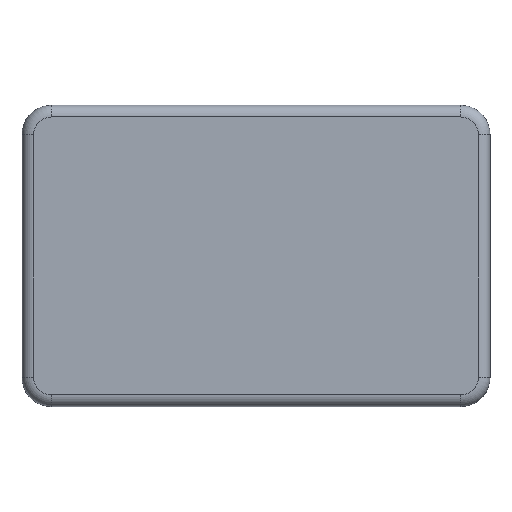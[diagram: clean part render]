
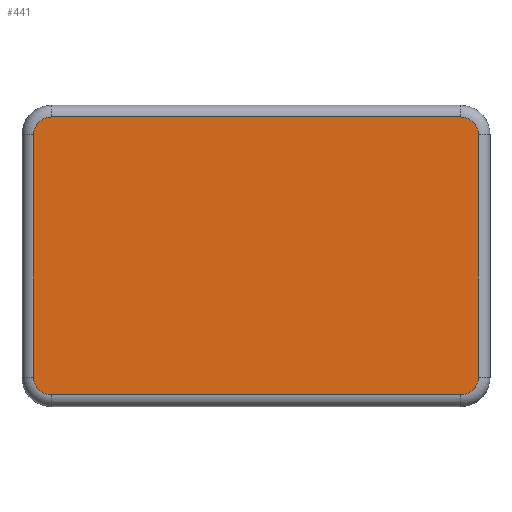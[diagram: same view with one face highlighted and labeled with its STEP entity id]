
A CAD part, top view. The second image highlights one B-rep face of the part: STEP entity #441.
In plain terms, the highlighted planar face has unit normal (0, 0, 1).
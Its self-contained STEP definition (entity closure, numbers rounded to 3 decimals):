
#19=PLANE('',#497);
#27=LINE('',#688,#63);
#43=LINE('',#739,#79);
#44=LINE('',#743,#80);
#45=LINE('',#747,#81);
#63=VECTOR('',#542,10.);
#79=VECTOR('',#594,10.);
#80=VECTOR('',#599,10.);
#81=VECTOR('',#602,10.);
#122=FACE_OUTER_BOUND('',#149,.T.);
#149=EDGE_LOOP('',(#342,#343,#344,#345,#346,#347,#348,#349));
#167=CIRCLE('',#473,0.6);
#172=CIRCLE('',#480,0.6);
#181=CIRCLE('',#498,0.6);
#182=CIRCLE('',#499,0.6);
#195=VERTEX_POINT('',#677);
#196=VERTEX_POINT('',#679);
#199=VERTEX_POINT('',#686);
#201=VERTEX_POINT('',#692);
#216=VERTEX_POINT('',#738);
#217=VERTEX_POINT('',#742);
#218=VERTEX_POINT('',#744);
#219=VERTEX_POINT('',#746);
#235=EDGE_CURVE('',#195,#196,#167,.T.);
#239=EDGE_CURVE('',#199,#195,#27,.T.);
#242=EDGE_CURVE('',#201,#199,#172,.T.);
#264=EDGE_CURVE('',#196,#216,#43,.T.);
#266=EDGE_CURVE('',#217,#201,#44,.T.);
#267=EDGE_CURVE('',#218,#217,#181,.T.);
#268=EDGE_CURVE('',#219,#218,#45,.T.);
#269=EDGE_CURVE('',#216,#219,#182,.T.);
#342=ORIENTED_EDGE('',*,*,#266,.F.);
#343=ORIENTED_EDGE('',*,*,#267,.F.);
#344=ORIENTED_EDGE('',*,*,#268,.F.);
#345=ORIENTED_EDGE('',*,*,#269,.F.);
#346=ORIENTED_EDGE('',*,*,#264,.F.);
#347=ORIENTED_EDGE('',*,*,#235,.F.);
#348=ORIENTED_EDGE('',*,*,#239,.F.);
#349=ORIENTED_EDGE('',*,*,#242,.F.);
#441=ADVANCED_FACE('',(#122),#19,.T.);
#473=AXIS2_PLACEMENT_3D('',#680,#532,#533);
#480=AXIS2_PLACEMENT_3D('',#694,#548,#549);
#497=AXIS2_PLACEMENT_3D('',#741,#597,#598);
#498=AXIS2_PLACEMENT_3D('',#745,#600,#601);
#499=AXIS2_PLACEMENT_3D('',#748,#603,#604);
#532=DIRECTION('center_axis',(0.,0.,-1.));
#533=DIRECTION('ref_axis',(0.707,0.707,0.));
#542=DIRECTION('',(1.,0.,0.));
#548=DIRECTION('center_axis',(0.,0.,-1.));
#549=DIRECTION('ref_axis',(-0.707,0.707,0.));
#594=DIRECTION('',(0.,-1.,0.));
#597=DIRECTION('center_axis',(0.,0.,1.));
#598=DIRECTION('ref_axis',(1.,0.,0.));
#599=DIRECTION('',(0.,1.,0.));
#600=DIRECTION('center_axis',(0.,0.,-1.));
#601=DIRECTION('ref_axis',(-0.707,-0.707,0.));
#602=DIRECTION('',(-1.,0.,0.));
#603=DIRECTION('center_axis',(0.,0.,-1.));
#604=DIRECTION('ref_axis',(0.707,-0.707,0.));
#677=CARTESIAN_POINT('',(7.,4.75,2.25));
#679=CARTESIAN_POINT('',(7.6,4.15,2.25));
#680=CARTESIAN_POINT('Origin',(7.,4.15,2.25));
#686=CARTESIAN_POINT('',(-7.,4.75,2.25));
#688=CARTESIAN_POINT('',(3.5,4.75,2.25));
#692=CARTESIAN_POINT('',(-7.6,4.15,2.25));
#694=CARTESIAN_POINT('Origin',(-7.,4.15,2.25));
#738=CARTESIAN_POINT('',(7.6,-4.15,2.25));
#739=CARTESIAN_POINT('',(7.6,-6.35,2.25));
#741=CARTESIAN_POINT('Origin',(0.,2.85,2.25));
#742=CARTESIAN_POINT('',(-7.6,-4.15,2.25));
#743=CARTESIAN_POINT('',(-7.6,0.65,2.25));
#744=CARTESIAN_POINT('',(-7.,-4.75,2.25));
#745=CARTESIAN_POINT('Origin',(-7.,-4.15,2.25));
#746=CARTESIAN_POINT('',(7.,-4.75,2.25));
#747=CARTESIAN_POINT('',(-3.5,-4.75,2.25));
#748=CARTESIAN_POINT('Origin',(7.,-4.15,2.25));
